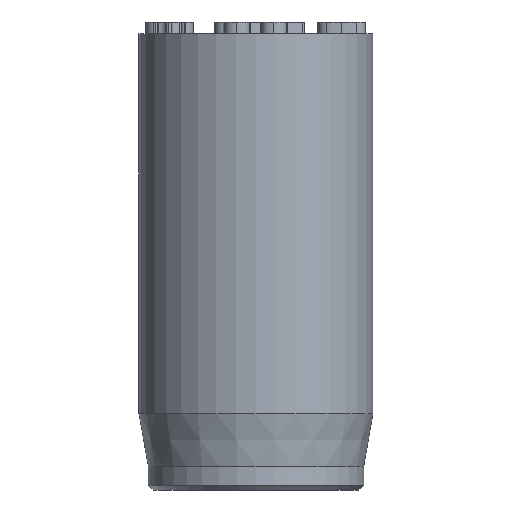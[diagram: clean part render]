
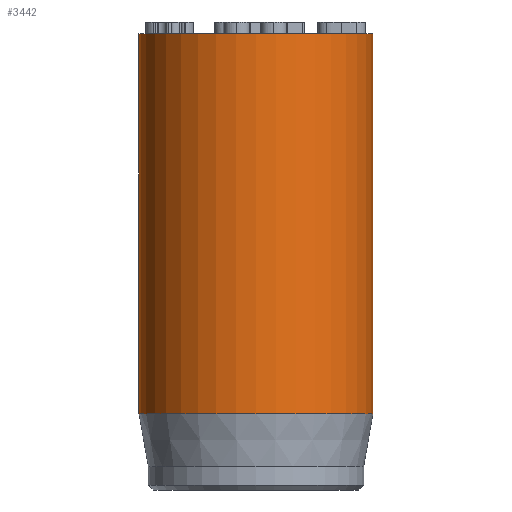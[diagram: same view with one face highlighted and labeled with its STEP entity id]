
A CAD part, front view. The second image highlights one B-rep face of the part: STEP entity #3442.
In plain terms, the highlighted cylindrical face has radius 5 mm (diameter 10 mm), a full revolution.
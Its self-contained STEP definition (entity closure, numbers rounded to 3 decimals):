
#32=CYLINDRICAL_SURFACE('',#3609,5.);
#44=CIRCLE('',#3577,5.);
#60=CIRCLE('',#3607,5.);
#61=CIRCLE('',#3608,5.);
#283=FACE_OUTER_BOUND('',#493,.T.);
#493=EDGE_LOOP('',(#2881,#2882,#2883,#2884,#2885));
#707=LINE('',#6353,#937);
#937=VECTOR('',#3921,5.);
#1507=VERTEX_POINT('',#6293);
#1523=VERTEX_POINT('',#6347);
#1524=VERTEX_POINT('',#6348);
#1968=EDGE_CURVE('',#1507,#1507,#44,.T.);
#1992=EDGE_CURVE('',#1523,#1524,#60,.T.);
#1993=EDGE_CURVE('',#1524,#1523,#61,.T.);
#1995=EDGE_CURVE('',#1507,#1523,#707,.T.);
#2881=ORIENTED_EDGE('',*,*,#1968,.T.);
#2882=ORIENTED_EDGE('',*,*,#1995,.T.);
#2883=ORIENTED_EDGE('',*,*,#1992,.T.);
#2884=ORIENTED_EDGE('',*,*,#1993,.T.);
#2885=ORIENTED_EDGE('',*,*,#1995,.F.);
#3442=ADVANCED_FACE('',(#283),#32,.T.);
#3577=AXIS2_PLACEMENT_3D('',#6294,#3846,#3847);
#3607=AXIS2_PLACEMENT_3D('',#6349,#3914,#3915);
#3608=AXIS2_PLACEMENT_3D('',#6350,#3916,#3917);
#3609=AXIS2_PLACEMENT_3D('',#6352,#3919,#3920);
#3846=DIRECTION('center_axis',(0.,0.,-1.));
#3847=DIRECTION('ref_axis',(-1.,0.,0.));
#3914=DIRECTION('center_axis',(0.,0.,1.));
#3915=DIRECTION('ref_axis',(-1.,0.,0.));
#3916=DIRECTION('center_axis',(0.,0.,1.));
#3917=DIRECTION('ref_axis',(-1.,0.,0.));
#3919=DIRECTION('center_axis',(0.,0.,1.));
#3920=DIRECTION('ref_axis',(-1.,0.,0.));
#3921=DIRECTION('',(0.,0.,-1.));
#6293=CARTESIAN_POINT('',(5.,0.,19.5));
#6294=CARTESIAN_POINT('Origin',(0.,0.,19.5));
#6347=CARTESIAN_POINT('',(5.,0.,3.269));
#6348=CARTESIAN_POINT('',(-5.,0.,3.269));
#6349=CARTESIAN_POINT('Origin',(0.,0.,3.269));
#6350=CARTESIAN_POINT('Origin',(0.,0.,3.269));
#6352=CARTESIAN_POINT('Origin',(0.,0.,0.));
#6353=CARTESIAN_POINT('',(5.,0.,0.));
